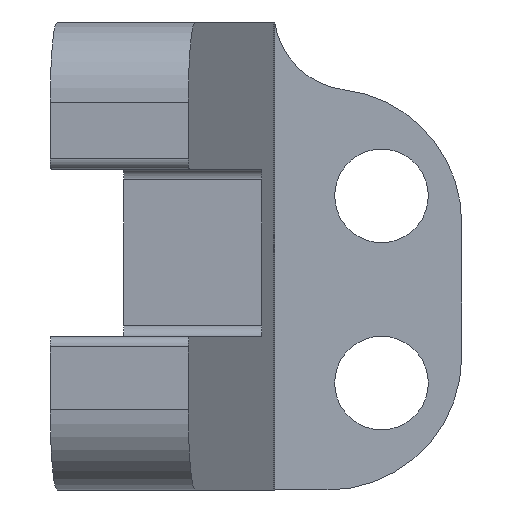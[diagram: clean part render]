
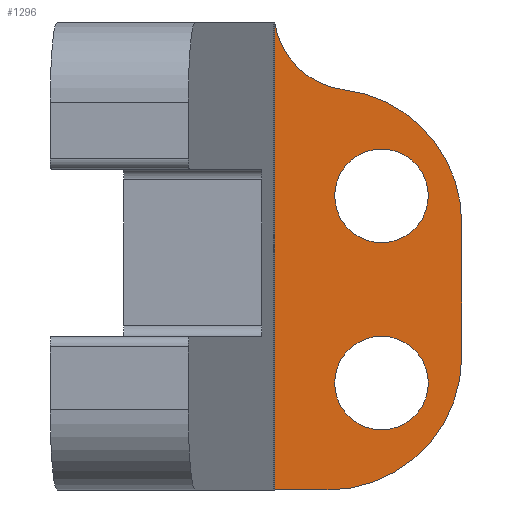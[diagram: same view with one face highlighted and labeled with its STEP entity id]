
A CAD part, left-side view. The second image highlights one B-rep face of the part: STEP entity #1296.
In plain terms, the highlighted planar face has unit normal (-1, 0, 0).
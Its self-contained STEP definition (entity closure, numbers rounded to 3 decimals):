
#4 = CIRCLE ( 'NONE', #308, 3. ) ;
#21 = EDGE_CURVE ( 'NONE', #366, #46, #1033, .T. ) ;
#46 = VERTEX_POINT ( 'NONE', #379 ) ;
#66 = DIRECTION ( 'NONE',  ( -1., 0., 0. ) ) ;
#70 = ORIENTED_EDGE ( 'NONE', *, *, #693, .F. ) ;
#79 = CARTESIAN_POINT ( 'NONE',  ( 5., -4., -15.25 ) ) ;
#83 = DIRECTION ( 'NONE',  ( 0., 0., 1. ) ) ;
#113 = VERTEX_POINT ( 'NONE', #786 ) ;
#132 = EDGE_CURVE ( 'NONE', #113, #1540, #1085, .T. ) ;
#142 = DIRECTION ( 'NONE',  ( 0., 0., 1. ) ) ;
#145 = DIRECTION ( 'NONE',  ( -1., 0., 0. ) ) ;
#157 = CARTESIAN_POINT ( 'NONE',  ( 5., -2., -17.5 ) ) ;
#211 = CARTESIAN_POINT ( 'NONE',  ( 5., -4., -13.5 ) ) ;
#217 = DIRECTION ( 'NONE',  ( 0., 0., 1. ) ) ;
#240 = CARTESIAN_POINT ( 'NONE',  ( 5., -4., -13.5 ) ) ;
#241 = AXIS2_PLACEMENT_3D ( 'NONE', #433, #145, #1051 ) ;
#247 = CARTESIAN_POINT ( 'NONE',  ( 5., -2.605, -2.537 ) ) ;
#278 = FACE_BOUND ( 'NONE', #734, .T. ) ;
#287 = DIRECTION ( 'NONE',  ( -1., 0., 0. ) ) ;
#292 = CARTESIAN_POINT ( 'NONE',  ( 5., -7., -17.5 ) ) ;
#303 = AXIS2_PLACEMENT_3D ( 'NONE', #1714, #287, #142 ) ;
#308 = AXIS2_PLACEMENT_3D ( 'NONE', #938, #1241, #1529 ) ;
#353 = CARTESIAN_POINT ( 'NONE',  ( 5., 0., 0. ) ) ;
#366 = VERTEX_POINT ( 'NONE', #157 ) ;
#374 = DIRECTION ( 'NONE',  ( -1., 0., 0. ) ) ;
#379 = CARTESIAN_POINT ( 'NONE',  ( 5., -7., -12.5 ) ) ;
#386 = EDGE_LOOP ( 'NONE', ( #1508, #70 ) ) ;
#401 = DIRECTION ( 'NONE',  ( 0., 0., 1. ) ) ;
#407 = DIRECTION ( 'NONE',  ( 0., 0., 1. ) ) ;
#408 = EDGE_CURVE ( 'NONE', #46, #113, #740, .T. ) ;
#433 = CARTESIAN_POINT ( 'NONE',  ( 5., -4., -6.5 ) ) ;
#442 = AXIS2_PLACEMENT_3D ( 'NONE', #1235, #66, #83 ) ;
#496 = VECTOR ( 'NONE', #1323, 1000. ) ;
#569 = FACE_BOUND ( 'NONE', #386, .T. ) ;
#575 = AXIS2_PLACEMENT_3D ( 'NONE', #211, #652, #401 ) ;
#652 = DIRECTION ( 'NONE',  ( -1., 0., 0. ) ) ;
#665 = ORIENTED_EDGE ( 'NONE', *, *, #1098, .F. ) ;
#668 = CARTESIAN_POINT ( 'NONE',  ( 5., 0., -17.5 ) ) ;
#671 = DIRECTION ( 'NONE',  ( 0., 1., 0. ) ) ;
#691 = VERTEX_POINT ( 'NONE', #353 ) ;
#692 = EDGE_CURVE ( 'NONE', #1540, #691, #4, .T. ) ;
#693 = EDGE_CURVE ( 'NONE', #1180, #1630, #732, .T. ) ;
#711 = EDGE_CURVE ( 'NONE', #366, #1544, #1406, .T. ) ;
#732 = CIRCLE ( 'NONE', #575, 1.75 ) ;
#734 = EDGE_LOOP ( 'NONE', ( #1819, #893 ) ) ;
#740 = LINE ( 'NONE', #292, #496 ) ;
#767 = ORIENTED_EDGE ( 'NONE', *, *, #408, .T. ) ;
#783 = EDGE_CURVE ( 'NONE', #1606, #1344, #1376, .T. ) ;
#786 = CARTESIAN_POINT ( 'NONE',  ( 5., -7., -7.5 ) ) ;
#810 = EDGE_CURVE ( 'NONE', #1630, #1180, #1443, .T. ) ;
#819 = DIRECTION ( 'NONE',  ( -1., 0., 0. ) ) ;
#823 = VECTOR ( 'NONE', #671, 1000. ) ;
#827 = CARTESIAN_POINT ( 'NONE',  ( 5., -4., -11.75 ) ) ;
#893 = ORIENTED_EDGE ( 'NONE', *, *, #955, .F. ) ;
#901 = ORIENTED_EDGE ( 'NONE', *, *, #21, .T. ) ;
#927 = AXIS2_PLACEMENT_3D ( 'NONE', #1724, #819, #407 ) ;
#938 = CARTESIAN_POINT ( 'NONE',  ( 5., -2.967, 0.441 ) ) ;
#955 = EDGE_CURVE ( 'NONE', #1344, #1606, #1378, .T. ) ;
#1033 = CIRCLE ( 'NONE', #927, 5. ) ;
#1051 = DIRECTION ( 'NONE',  ( 0., 0., 1. ) ) ;
#1085 = CIRCLE ( 'NONE', #442, 5. ) ;
#1098 = EDGE_CURVE ( 'NONE', #1544, #691, #1537, .T. ) ;
#1117 = CARTESIAN_POINT ( 'NONE',  ( 5., -4., -8.25 ) ) ;
#1127 = DIRECTION ( 'NONE',  ( 0., 0., 1. ) ) ;
#1164 = FACE_OUTER_BOUND ( 'NONE', #1334, .T. ) ;
#1180 = VERTEX_POINT ( 'NONE', #827 ) ;
#1199 = AXIS2_PLACEMENT_3D ( 'NONE', #240, #374, #1127 ) ;
#1235 = CARTESIAN_POINT ( 'NONE',  ( 5., -2., -7.5 ) ) ;
#1241 = DIRECTION ( 'NONE',  ( 1., 0., 0. ) ) ;
#1266 = CARTESIAN_POINT ( 'NONE',  ( 5., -4., -6.5 ) ) ;
#1296 = ADVANCED_FACE ( 'NONE', ( #278, #569, #1164 ), #1742, .T. ) ;
#1317 = ORIENTED_EDGE ( 'NONE', *, *, #711, .F. ) ;
#1323 = DIRECTION ( 'NONE',  ( 0., 0., 1. ) ) ;
#1334 = EDGE_LOOP ( 'NONE', ( #767, #1562, #1722, #665, #1317, #901 ) ) ;
#1336 = CARTESIAN_POINT ( 'NONE',  ( 5., -4., -4.75 ) ) ;
#1344 = VERTEX_POINT ( 'NONE', #1336 ) ;
#1376 = CIRCLE ( 'NONE', #1773, 1.75 ) ;
#1378 = CIRCLE ( 'NONE', #241, 1.75 ) ;
#1406 = LINE ( 'NONE', #1731, #823 ) ;
#1443 = CIRCLE ( 'NONE', #1199, 1.75 ) ;
#1508 = ORIENTED_EDGE ( 'NONE', *, *, #810, .F. ) ;
#1529 = DIRECTION ( 'NONE',  ( 0., 0., 1. ) ) ;
#1537 = LINE ( 'NONE', #1814, #1755 ) ;
#1540 = VERTEX_POINT ( 'NONE', #247 ) ;
#1544 = VERTEX_POINT ( 'NONE', #668 ) ;
#1562 = ORIENTED_EDGE ( 'NONE', *, *, #132, .T. ) ;
#1606 = VERTEX_POINT ( 'NONE', #1117 ) ;
#1630 = VERTEX_POINT ( 'NONE', #79 ) ;
#1701 = DIRECTION ( 'NONE',  ( -1., 0., 0. ) ) ;
#1714 = CARTESIAN_POINT ( 'NONE',  ( 5., -7., -17.5 ) ) ;
#1722 = ORIENTED_EDGE ( 'NONE', *, *, #692, .T. ) ;
#1724 = CARTESIAN_POINT ( 'NONE',  ( 5., -2., -12.5 ) ) ;
#1731 = CARTESIAN_POINT ( 'NONE',  ( 5., -7., -17.5 ) ) ;
#1742 = PLANE ( 'NONE',  #303 ) ;
#1755 = VECTOR ( 'NONE', #217, 1000. ) ;
#1773 = AXIS2_PLACEMENT_3D ( 'NONE', #1266, #1701, #1843 ) ;
#1814 = CARTESIAN_POINT ( 'NONE',  ( 5., 0., -17.5 ) ) ;
#1819 = ORIENTED_EDGE ( 'NONE', *, *, #783, .F. ) ;
#1843 = DIRECTION ( 'NONE',  ( 0., 0., 1. ) ) ;
